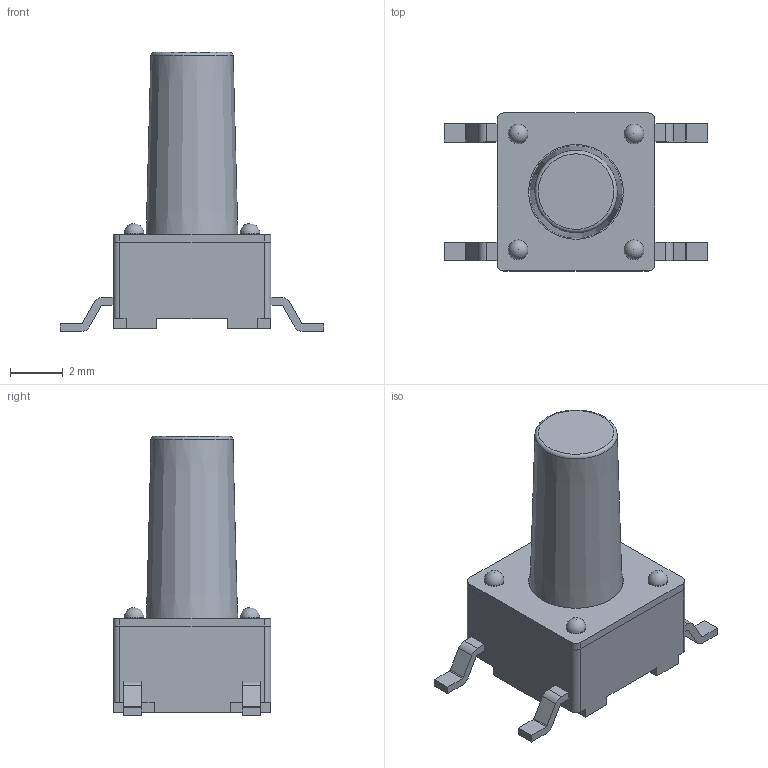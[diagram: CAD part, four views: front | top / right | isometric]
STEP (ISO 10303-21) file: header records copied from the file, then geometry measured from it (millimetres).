
FILE_DESCRIPTION(/* description */ (''),/* implementation_level */ '2;1');
FILE_NAME(/* name */ 'tl3301newwww.stp',/* time_stamp */ '2025-12-19T22:38:54-06:00',/* author */ ('jmeyers'),/* organization */ (''),/* preprocessor_version */ 'ST-DEVELOPER v18.1',/* originating_system */ 'Autodesk Inventor 2022',/* authorisation */ '');
FILE_SCHEMA (('AUTOMOTIVE_DESIGN { 1 0 10303 214 3 1 1 }'));
Length unit declared in the file: inch
Products named in the file (1): Part8
Bounding box: 10 x 6 x 10.6 mm (x, y, z)
Volume: 155 mm3; surface area: 398.8 mm2
Topology: 2 solids, 3 shells, 209 faces, 538 edges, 350 vertices
Faces by surface type: plane 125, cylinder 70, sphere 6, torus 5, cone 2, bspline 1
Full cylindrical faces by diameter (mm): 0.75 x4, 3.6 x1, 5 x1
Entity records: 6392 total; most frequent: CARTESIAN_POINT 1163, DIRECTION 1082, ORIENTED_EDGE 1066, EDGE_CURVE 533, LINE 394, VECTOR 394, VERTEX_POINT 350, AXIS2_PLACEMENT_3D 344
